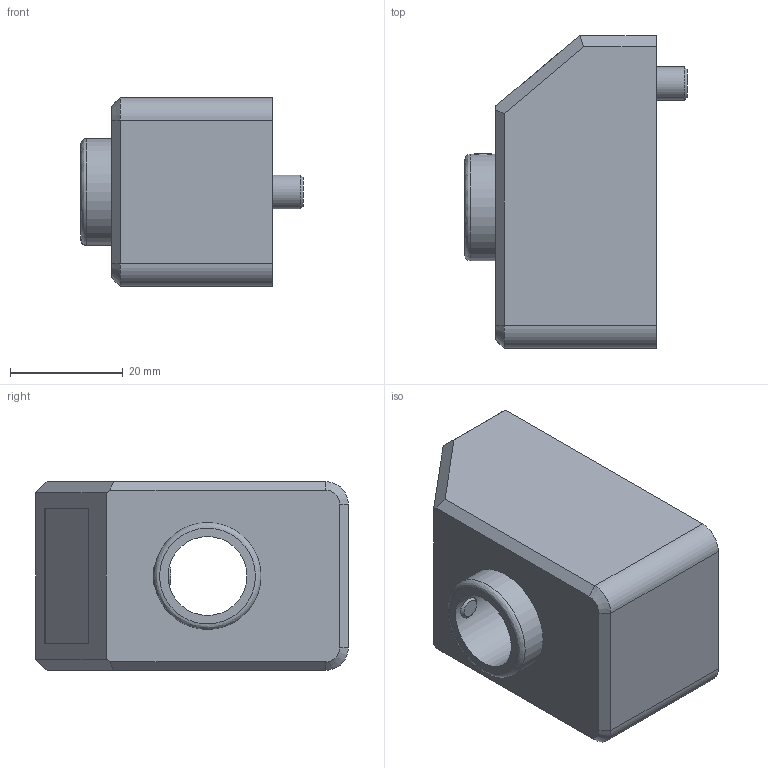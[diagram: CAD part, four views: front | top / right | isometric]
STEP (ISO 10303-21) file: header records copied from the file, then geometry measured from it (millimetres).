
FILE_DESCRIPTION (( 'STEP AP214' ), '1' );
FILE_NAME ('DD51E-SST-IP67.STEP', '2023-05-10T13:23:34', ( '' ), ( '' ), 'SwSTEP 2.0', 'SolidWorks 2021', '' );
FILE_SCHEMA (( 'AUTOMOTIVE_DESIGN' ));
Length unit declared in the file: inch
Products named in the file (1): DD51E-SST-IP67
Bounding box: 39.5 x 55.5 x 33.5 mm (x, y, z)
Volume: 45749.6 mm3; surface area: 9632.7 mm2
Topology: 1 solids, 1 shells, 46 faces, 103 edges, 65 vertices
Faces by surface type: plane 30, cylinder 10, cone 5, bspline 1
Full cylindrical faces by diameter (mm): 4 x1, 6 x1, 14 x1, 19 x1
Entity records: 2310 total; most frequent: CARTESIAN_POINT 693, DIRECTION 198, ORIENTED_EDGE 184, EDGE_CURVE 92, LINE 66, AXIS2_PLACEMENT_3D 66, VECTOR 66, EDGE_LOOP 62
